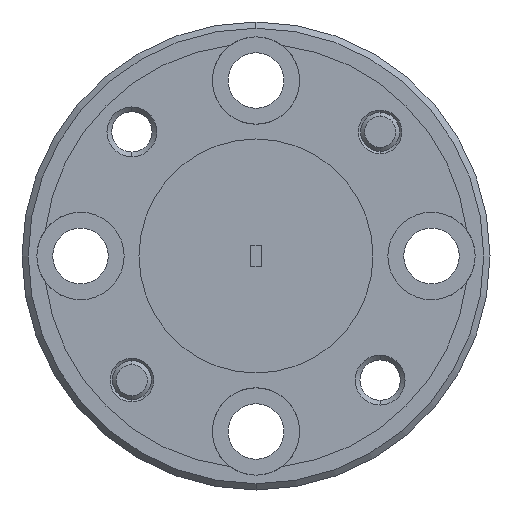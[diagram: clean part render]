
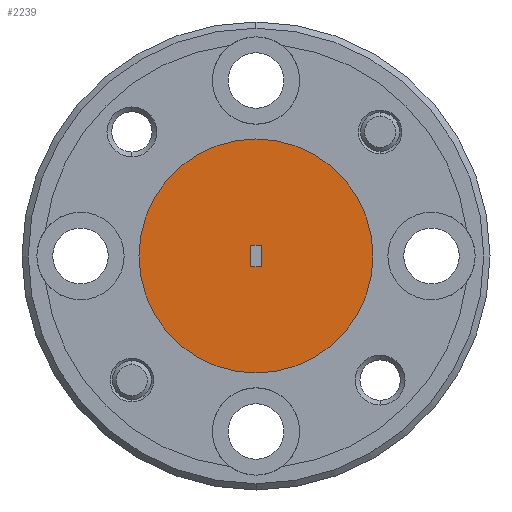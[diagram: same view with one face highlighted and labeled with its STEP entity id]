
A CAD part, left-side view. The second image highlights one B-rep face of the part: STEP entity #2239.
In plain terms, the highlighted planar face has unit normal (-1, 0, 0).
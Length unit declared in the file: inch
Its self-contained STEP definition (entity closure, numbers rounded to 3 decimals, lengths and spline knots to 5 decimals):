
#38 = CARTESIAN_POINT ( 'NONE',  ( -2.18744, 0.22135, 0.79875 ) ) ;
#47 = DIRECTION ( 'NONE',  ( 0., 1., 0. ) ) ;
#62 = EDGE_CURVE ( 'NONE', #1926, #1355, #2548, .T. ) ;
#64 = VERTEX_POINT ( 'NONE', #937 ) ;
#126 = EDGE_CURVE ( 'NONE', #1965, #1926, #1749, .T. ) ;
#141 = VECTOR ( 'NONE', #47, 39.37008 ) ;
#162 = CARTESIAN_POINT ( 'NONE',  ( -2.18744, 0.21285, 1.00325 ) ) ;
#179 = CIRCLE ( 'NONE', #2453, 0.1875 ) ;
#320 = CARTESIAN_POINT ( 'NONE',  ( -2.18744, 0.21285, 0.81575 ) ) ;
#344 = DIRECTION ( 'NONE',  ( 0., 0., 1. ) ) ;
#602 = CARTESIAN_POINT ( 'NONE',  ( -2.18744, 0.22135, 0.79875 ) ) ;
#726 = PLANE ( 'NONE',  #987 ) ;
#778 = DIRECTION ( 'NONE',  ( -1., 0., 0. ) ) ;
#786 = DIRECTION ( 'NONE',  ( 1., 0., 0. ) ) ;
#800 = VECTOR ( 'NONE', #344, 39.37008 ) ;
#810 = VECTOR ( 'NONE', #2257, 39.37008 ) ;
#906 = ORIENTED_EDGE ( 'NONE', *, *, #1163, .F. ) ;
#937 = CARTESIAN_POINT ( 'NONE',  ( -2.18744, 0.22135, 0.83275 ) ) ;
#964 = CARTESIAN_POINT ( 'NONE',  ( -2.18744, 0.20435, 0.79875 ) ) ;
#986 = CARTESIAN_POINT ( 'NONE',  ( -2.18744, 0.21285, 0.62825 ) ) ;
#987 = AXIS2_PLACEMENT_3D ( 'NONE', #2141, #778, #1390 ) ;
#1050 = LINE ( 'NONE', #38, #810 ) ;
#1125 = ORIENTED_EDGE ( 'NONE', *, *, #2133, .F. ) ;
#1126 = ORIENTED_EDGE ( 'NONE', *, *, #62, .F. ) ;
#1163 = EDGE_CURVE ( 'NONE', #1992, #1883, #2057, .T. ) ;
#1179 = CARTESIAN_POINT ( 'NONE',  ( -2.18744, 0.20435, 0.79875 ) ) ;
#1286 = ORIENTED_EDGE ( 'NONE', *, *, #2253, .F. ) ;
#1331 = DIRECTION ( 'NONE',  ( 0., -1., 0. ) ) ;
#1335 = FACE_OUTER_BOUND ( 'NONE', #2209, .T. ) ;
#1355 = VERTEX_POINT ( 'NONE', #2354 ) ;
#1357 = VECTOR ( 'NONE', #1331, 39.37008 ) ;
#1390 = DIRECTION ( 'NONE',  ( 0., 0., 1. ) ) ;
#1588 = DIRECTION ( 'NONE',  ( 1., 0., 0. ) ) ;
#1648 = ORIENTED_EDGE ( 'NONE', *, *, #126, .F. ) ;
#1749 = LINE ( 'NONE', #2301, #1357 ) ;
#1771 = AXIS2_PLACEMENT_3D ( 'NONE', #2047, #786, #2393 ) ;
#1794 = FACE_BOUND ( 'NONE', #2364, .T. ) ;
#1883 = VERTEX_POINT ( 'NONE', #162 ) ;
#1926 = VERTEX_POINT ( 'NONE', #1179 ) ;
#1965 = VERTEX_POINT ( 'NONE', #602 ) ;
#1992 = VERTEX_POINT ( 'NONE', #986 ) ;
#2047 = CARTESIAN_POINT ( 'NONE',  ( -2.18744, 0.21285, 0.81575 ) ) ;
#2057 = CIRCLE ( 'NONE', #1771, 0.1875 ) ;
#2133 = EDGE_CURVE ( 'NONE', #64, #1965, #1050, .T. ) ;
#2141 = CARTESIAN_POINT ( 'NONE',  ( -2.18744, 0.21285, 0.81575 ) ) ;
#2209 = EDGE_LOOP ( 'NONE', ( #906, #1286 ) ) ;
#2239 = ADVANCED_FACE ( 'NONE', ( #1794, #1335 ), #726, .T. ) ;
#2253 = EDGE_CURVE ( 'NONE', #1883, #1992, #179, .T. ) ;
#2257 = DIRECTION ( 'NONE',  ( 0., 0., -1. ) ) ;
#2294 = ORIENTED_EDGE ( 'NONE', *, *, #2529, .F. ) ;
#2301 = CARTESIAN_POINT ( 'NONE',  ( -2.18744, 0.22135, 0.79875 ) ) ;
#2354 = CARTESIAN_POINT ( 'NONE',  ( -2.18744, 0.20435, 0.83275 ) ) ;
#2364 = EDGE_LOOP ( 'NONE', ( #1648, #1125, #2294, #1126 ) ) ;
#2381 = DIRECTION ( 'NONE',  ( 0., 0., -1. ) ) ;
#2393 = DIRECTION ( 'NONE',  ( 0., 0., -1. ) ) ;
#2453 = AXIS2_PLACEMENT_3D ( 'NONE', #320, #1588, #2381 ) ;
#2486 = CARTESIAN_POINT ( 'NONE',  ( -2.18744, 0.22135, 0.83275 ) ) ;
#2512 = LINE ( 'NONE', #2486, #141 ) ;
#2529 = EDGE_CURVE ( 'NONE', #1355, #64, #2512, .T. ) ;
#2548 = LINE ( 'NONE', #964, #800 ) ;
